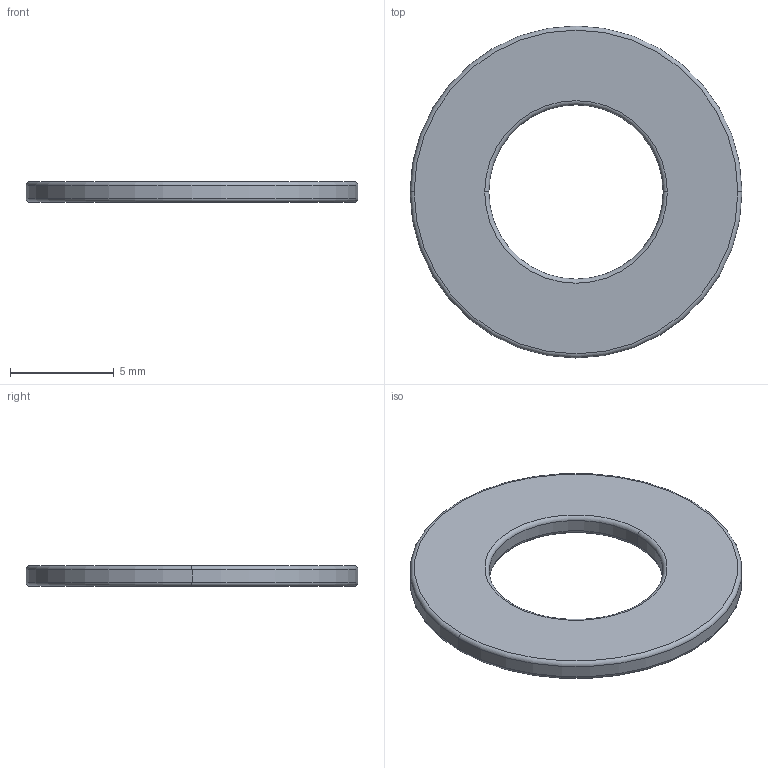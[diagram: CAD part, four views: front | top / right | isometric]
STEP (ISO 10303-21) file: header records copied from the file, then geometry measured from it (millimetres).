
FILE_DESCRIPTION (( 'STEP AP203' ), '1' );
FILE_NAME ('ArandelaM8_Default_sldprt.STEP', '2023-10-23T20:47:12', ( '' ), ( '' ), 'SwSTEP 2.0', 'SolidWorks 2022', '' );
FILE_SCHEMA (( 'CONFIG_CONTROL_DESIGN' ));
Length unit declared in the file: millimetre
Products named in the file (1): ArandelaM8_Default_sldprt
Bounding box: 16 x 16 x 1 mm (x, y, z)
Volume: 144.3 mm3; surface area: 354.8 mm2
Topology: 1 solids, 1 shells, 14 faces, 28 edges, 16 vertices
Faces by surface type: torus 8, cylinder 4, plane 2
Entity records: 453 total; most frequent: DIRECTION 82, CARTESIAN_POINT 59, ORIENTED_EDGE 56, AXIS2_PLACEMENT_3D 39, EDGE_CURVE 28, CIRCLE 24, EDGE_LOOP 16, VERTEX_POINT 16
